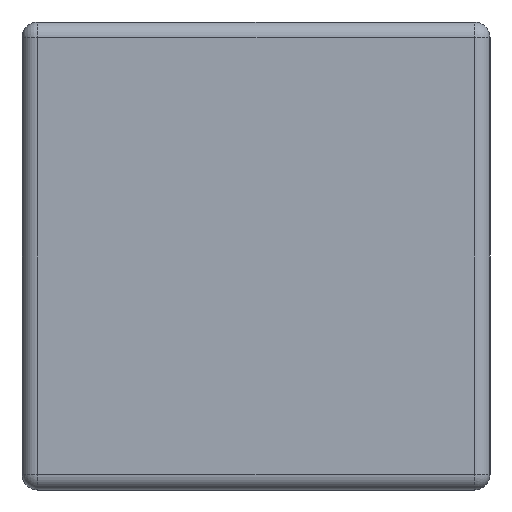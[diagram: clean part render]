
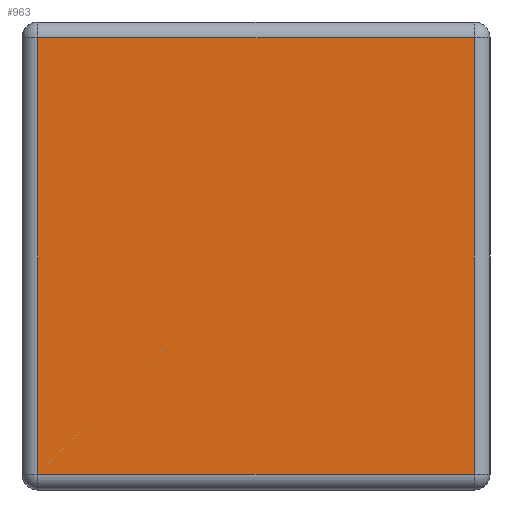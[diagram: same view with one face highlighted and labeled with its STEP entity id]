
A CAD part, left-side view. The second image highlights one B-rep face of the part: STEP entity #963.
In plain terms, the highlighted planar face has unit normal (-1, 0, 0).
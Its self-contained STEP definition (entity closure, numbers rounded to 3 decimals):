
#14 = DIRECTION ( 'NONE',  ( 0., 1., 0. ) ) ;
#36 = EDGE_CURVE ( 'NONE', #603, #718, #349, .T. ) ;
#52 = VERTEX_POINT ( 'NONE', #761 ) ;
#59 = CARTESIAN_POINT ( 'NONE',  ( 0., 0.3, -0.29 ) ) ;
#205 = AXIS2_PLACEMENT_3D ( 'NONE', #256, #644, #334 ) ;
#256 = CARTESIAN_POINT ( 'NONE',  ( 0., 0.3, 0. ) ) ;
#257 = LINE ( 'NONE', #526, #1009 ) ;
#276 = EDGE_CURVE ( 'NONE', #1008, #52, #888, .T. ) ;
#301 = ORIENTED_EDGE ( 'NONE', *, *, #453, .T. ) ;
#334 = DIRECTION ( 'NONE',  ( 0., 0., -1. ) ) ;
#349 = LINE ( 'NONE', #59, #896 ) ;
#400 = ORIENTED_EDGE ( 'NONE', *, *, #1213, .T. ) ;
#422 = CARTESIAN_POINT ( 'NONE',  ( 0., 0.29, -0.29 ) ) ;
#453 = EDGE_CURVE ( 'NONE', #52, #603, #1046, .T. ) ;
#456 = CARTESIAN_POINT ( 'NONE',  ( 0., 0.29, 0. ) ) ;
#526 = CARTESIAN_POINT ( 'NONE',  ( 0., 0.01, 0. ) ) ;
#550 = DIRECTION ( 'NONE',  ( 0., 0., -1. ) ) ;
#603 = VERTEX_POINT ( 'NONE', #422 ) ;
#644 = DIRECTION ( 'NONE',  ( 1., 0., 0. ) ) ;
#665 = CARTESIAN_POINT ( 'NONE',  ( 0., 0.3, -0.01 ) ) ;
#718 = VERTEX_POINT ( 'NONE', #760 ) ;
#737 = CARTESIAN_POINT ( 'NONE',  ( 0., 0.01, -0.01 ) ) ;
#760 = CARTESIAN_POINT ( 'NONE',  ( 0., 0.01, -0.29 ) ) ;
#761 = CARTESIAN_POINT ( 'NONE',  ( 0., 0.29, -0.01 ) ) ;
#781 = VECTOR ( 'NONE', #550, 1000. ) ;
#830 = DIRECTION ( 'NONE',  ( 0., 0., 1. ) ) ;
#888 = LINE ( 'NONE', #665, #1185 ) ;
#896 = VECTOR ( 'NONE', #1141, 1000. ) ;
#963 = ADVANCED_FACE ( 'NONE', ( #1038 ), #1219, .F. ) ;
#965 = ORIENTED_EDGE ( 'NONE', *, *, #276, .T. ) ;
#1008 = VERTEX_POINT ( 'NONE', #737 ) ;
#1009 = VECTOR ( 'NONE', #830, 1000. ) ;
#1038 = FACE_OUTER_BOUND ( 'NONE', #1122, .T. ) ;
#1046 = LINE ( 'NONE', #456, #781 ) ;
#1098 = ORIENTED_EDGE ( 'NONE', *, *, #36, .T. ) ;
#1122 = EDGE_LOOP ( 'NONE', ( #1098, #400, #965, #301 ) ) ;
#1141 = DIRECTION ( 'NONE',  ( 0., -1., 0. ) ) ;
#1185 = VECTOR ( 'NONE', #14, 1000. ) ;
#1213 = EDGE_CURVE ( 'NONE', #718, #1008, #257, .T. ) ;
#1219 = PLANE ( 'NONE',  #205 ) ;
